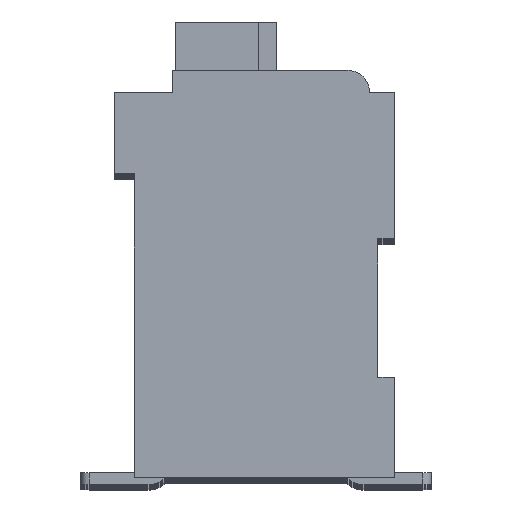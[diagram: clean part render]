
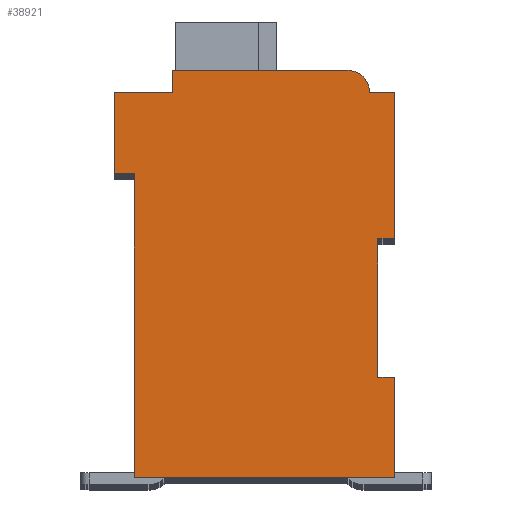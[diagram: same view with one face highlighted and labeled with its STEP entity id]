
A CAD part, top view. The second image highlights one B-rep face of the part: STEP entity #38921.
In plain terms, the highlighted planar face has unit normal (0, 0, 1).
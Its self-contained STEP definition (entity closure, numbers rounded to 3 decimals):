
#9126=DIRECTION('',(1.,0.,0.));
#9127=VECTOR('',#9126,0.5);
#9128=CARTESIAN_POINT('',(7.3,7.15,2.1));
#9129=LINE('',#9128,#9127);
#9130=DIRECTION('',(0.,1.,0.));
#9131=VECTOR('',#9130,4.15);
#9132=CARTESIAN_POINT('',(7.3,3.,2.1));
#9133=LINE('',#9132,#9131);
#9134=DIRECTION('',(-1.,0.,0.));
#9135=VECTOR('',#9134,0.5);
#9136=CARTESIAN_POINT('',(7.8,3.,2.1));
#9137=LINE('',#9136,#9135);
#9138=DIRECTION('',(0.,1.,0.));
#9139=VECTOR('',#9138,3.);
#9140=CARTESIAN_POINT('',(7.8,0.,2.1));
#9141=LINE('',#9140,#9139);
#9142=DIRECTION('',(1.,0.,0.));
#9143=VECTOR('',#9142,7.8);
#9144=CARTESIAN_POINT('',(0.,0.,2.1));
#9145=LINE('',#9144,#9143);
#9146=DIRECTION('',(0.,-1.,0.));
#9147=VECTOR('',#9146,9.1);
#9148=CARTESIAN_POINT('',(0.,9.1,2.1));
#9149=LINE('',#9148,#9147);
#9150=DIRECTION('',(1.,0.,0.));
#9151=VECTOR('',#9150,0.6);
#9152=CARTESIAN_POINT('',(-0.6,9.1,2.1));
#9153=LINE('',#9152,#9151);
#9154=DIRECTION('',(0.,-1.,0.));
#9155=VECTOR('',#9154,2.45);
#9156=CARTESIAN_POINT('',(-0.6,11.55,2.1));
#9157=LINE('',#9156,#9155);
#9158=DIRECTION('',(-1.,0.,0.));
#9159=VECTOR('',#9158,1.75);
#9160=CARTESIAN_POINT('',(1.15,11.55,2.1));
#9161=LINE('',#9160,#9159);
#9162=DIRECTION('',(0.,-1.,0.));
#9163=VECTOR('',#9162,0.65);
#9164=CARTESIAN_POINT('',(1.15,12.2,2.1));
#9165=LINE('',#9164,#9163);
#9166=DIRECTION('',(-1.,0.,0.));
#9167=VECTOR('',#9166,5.25);
#9168=CARTESIAN_POINT('',(6.4,12.2,2.1));
#9169=LINE('',#9168,#9167);
#9170=CARTESIAN_POINT('',(6.4,11.55,2.1));
#9171=DIRECTION('',(0.,0.,1.));
#9172=DIRECTION('',(1.,0.,0.));
#9173=AXIS2_PLACEMENT_3D('',#9170,#9171,#9172);
#9175=DIRECTION('',(-1.,0.,0.));
#9176=VECTOR('',#9175,0.75);
#9177=CARTESIAN_POINT('',(7.8,11.55,2.1));
#9178=LINE('',#9177,#9176);
#9179=DIRECTION('',(0.,1.,0.));
#9180=VECTOR('',#9179,4.4);
#9181=CARTESIAN_POINT('',(7.8,7.15,2.1));
#9182=LINE('',#9181,#9180);
#23097=CARTESIAN_POINT('',(7.3,7.15,2.1));
#23098=CARTESIAN_POINT('',(7.8,7.15,2.1));
#23099=VERTEX_POINT('',#23097);
#23100=VERTEX_POINT('',#23098);
#23101=CARTESIAN_POINT('',(7.8,11.55,2.1));
#23102=VERTEX_POINT('',#23101);
#23103=CARTESIAN_POINT('',(7.05,11.55,2.1));
#23104=VERTEX_POINT('',#23103);
#23105=CARTESIAN_POINT('',(6.4,12.2,2.1));
#23106=VERTEX_POINT('',#23105);
#23107=CARTESIAN_POINT('',(1.15,12.2,2.1));
#23108=VERTEX_POINT('',#23107);
#23109=CARTESIAN_POINT('',(1.15,11.55,2.1));
#23110=VERTEX_POINT('',#23109);
#23111=CARTESIAN_POINT('',(-0.6,11.55,2.1));
#23112=VERTEX_POINT('',#23111);
#23113=CARTESIAN_POINT('',(-0.6,9.1,2.1));
#23114=VERTEX_POINT('',#23113);
#23115=CARTESIAN_POINT('',(0.,9.1,2.1));
#23116=VERTEX_POINT('',#23115);
#23117=CARTESIAN_POINT('',(0.,0.,2.1));
#23118=VERTEX_POINT('',#23117);
#23119=CARTESIAN_POINT('',(7.8,0.,2.1));
#23120=VERTEX_POINT('',#23119);
#23121=CARTESIAN_POINT('',(7.8,3.,2.1));
#23122=VERTEX_POINT('',#23121);
#23123=CARTESIAN_POINT('',(7.3,3.,2.1));
#23124=VERTEX_POINT('',#23123);
#38900=CARTESIAN_POINT('',(0.,0.,2.1));
#38901=DIRECTION('',(0.,0.,1.));
#38902=DIRECTION('',(1.,0.,0.));
#38903=AXIS2_PLACEMENT_3D('',#38900,#38901,#38902);
#38904=PLANE('',#38903);
#38905=ORIENTED_EDGE('',*,*,#30374,.F.);
#38906=ORIENTED_EDGE('',*,*,#31406,.F.);
#38907=ORIENTED_EDGE('',*,*,#32276,.F.);
#38908=ORIENTED_EDGE('',*,*,#32871,.F.);
#38909=ORIENTED_EDGE('',*,*,#33558,.F.);
#38910=ORIENTED_EDGE('',*,*,#34463,.F.);
#38911=ORIENTED_EDGE('',*,*,#35172,.F.);
#38912=ORIENTED_EDGE('',*,*,#35511,.F.);
#38913=ORIENTED_EDGE('',*,*,#36025,.F.);
#38914=ORIENTED_EDGE('',*,*,#37000,.F.);
#38915=ORIENTED_EDGE('',*,*,#37772,.F.);
#38916=ORIENTED_EDGE('',*,*,#36076,.F.);
#38917=ORIENTED_EDGE('',*,*,#36741,.F.);
#38918=ORIENTED_EDGE('',*,*,#31301,.F.);
#38919=EDGE_LOOP('',(#38905,#38906,#38907,#38908,#38909,#38910,#38911,#38912,
#38913,#38914,#38915,#38916,#38917,#38918));
#38920=FACE_OUTER_BOUND('',#38919,.F.);
#9174=CIRCLE('',#9173,0.65);
#30374=EDGE_CURVE('',#23099,#23100,#9129,.T.);
#31301=EDGE_CURVE('',#23100,#23102,#9182,.T.);
#31406=EDGE_CURVE('',#23124,#23099,#9133,.T.);
#32276=EDGE_CURVE('',#23122,#23124,#9137,.T.);
#32871=EDGE_CURVE('',#23120,#23122,#9141,.T.);
#33558=EDGE_CURVE('',#23118,#23120,#9145,.T.);
#34463=EDGE_CURVE('',#23116,#23118,#9149,.T.);
#35172=EDGE_CURVE('',#23114,#23116,#9153,.T.);
#35511=EDGE_CURVE('',#23112,#23114,#9157,.T.);
#36025=EDGE_CURVE('',#23110,#23112,#9161,.T.);
#36076=EDGE_CURVE('',#23104,#23106,#9174,.T.);
#36741=EDGE_CURVE('',#23102,#23104,#9178,.T.);
#37000=EDGE_CURVE('',#23108,#23110,#9165,.T.);
#37772=EDGE_CURVE('',#23106,#23108,#9169,.T.);
#38921=ADVANCED_FACE('',(#38920),#38904,.T.);
